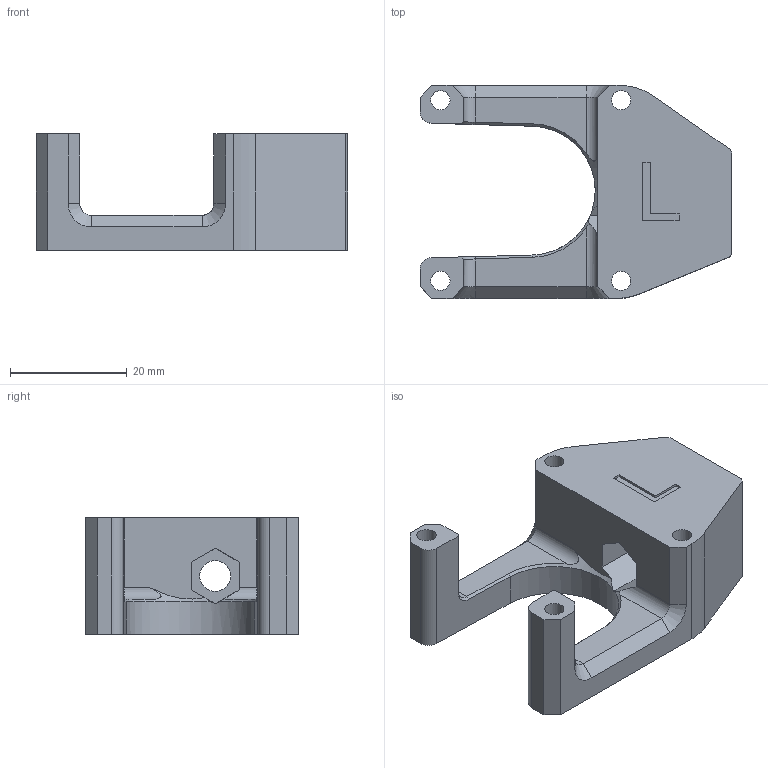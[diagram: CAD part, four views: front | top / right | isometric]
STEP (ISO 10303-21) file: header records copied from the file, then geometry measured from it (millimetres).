
FILE_DESCRIPTION(/* description */ (''),/* implementation_level */ '2;1');
FILE_NAME(/* name */ 'RL_MID.step',/* time_stamp */ '2024-06-09T00:24:25+09:00',/* author */ (''),/* organization */ (''),/* preprocessor_version */ 'ST-DEVELOPER v20',/* originating_system */ 'Autodesk Translation Framework v13.14.0.145',/* authorisation */ '');
FILE_SCHEMA (('AUTOMOTIVE_DESIGN { 1 0 10303 214 3 1 1 }'));
Length unit declared in the file: millimetre
Products named in the file (1): RL_MID
Bounding box: 53.5 x 36.5 x 20 mm (x, y, z)
Volume: 16189.3 mm3; surface area: 6891.2 mm2
Topology: 1 solids, 1 shells, 71 faces, 193 edges, 126 vertices
Faces by surface type: plane 47, cylinder 15, cone 6, bspline 3
Full cylindrical faces by diameter (mm): 3.3 x4, 5.3 x1
Entity records: 2367 total; most frequent: CARTESIAN_POINT 502, ORIENTED_EDGE 386, DIRECTION 362, EDGE_CURVE 193, LINE 146, VECTOR 146, VERTEX_POINT 126, AXIS2_PLACEMENT_3D 108
